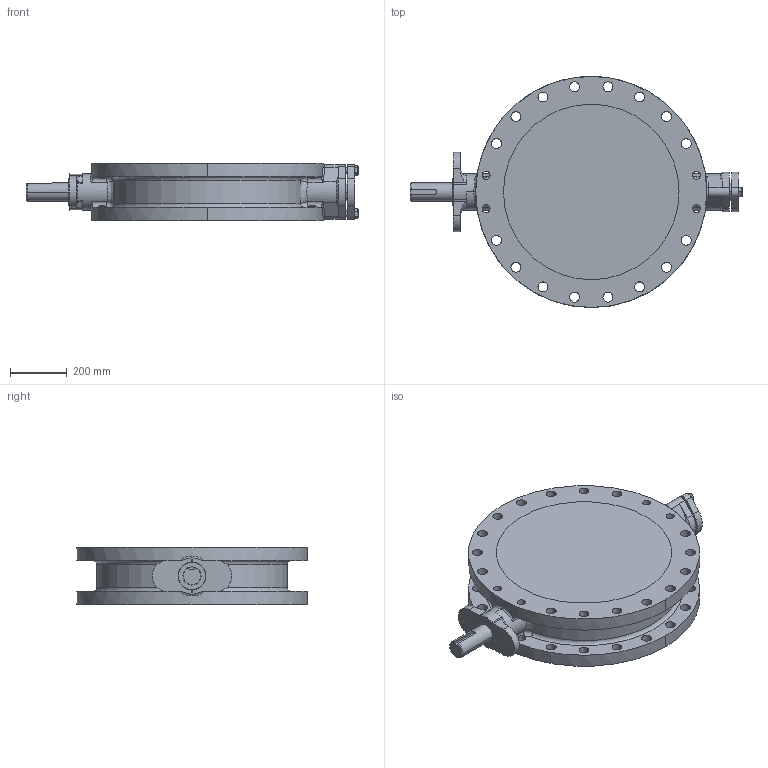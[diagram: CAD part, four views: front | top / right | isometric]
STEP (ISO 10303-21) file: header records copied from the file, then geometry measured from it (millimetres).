
FILE_DESCRIPTION((''),'2;1');
FILE_NAME('A2024_SW0002','2020-08-28T13:53:48',('tomb'),(''),'CREO PARAMETRIC BY PTC INC, 2020053','CREO PARAMETRIC BY PTC INC, 2020053','');
FILE_SCHEMA(('CONFIG_CONTROL_DESIGN'));
Length unit declared in the file: inch
Products named in the file (1): A2024_SW0002
Bounding box: 1167.49 x 812.8 x 203.2 mm (x, y, z)
Volume: 34187513 mm3; surface area: 3504615 mm2
Topology: 1 solids, 1 shells, 349 faces, 916 edges, 582 vertices
Faces by surface type: cylinder 171, plane 87, cone 41, bspline 30, torus 20
Entity records: 14017 total; most frequent: CARTESIAN_POINT 5313, ORIENTED_EDGE 1832, DIRECTION 1800, EDGE_CURVE 916, AXIS2_PLACEMENT_3D 746, VERTEX_POINT 582, EDGE_LOOP 444, CIRCLE 427
